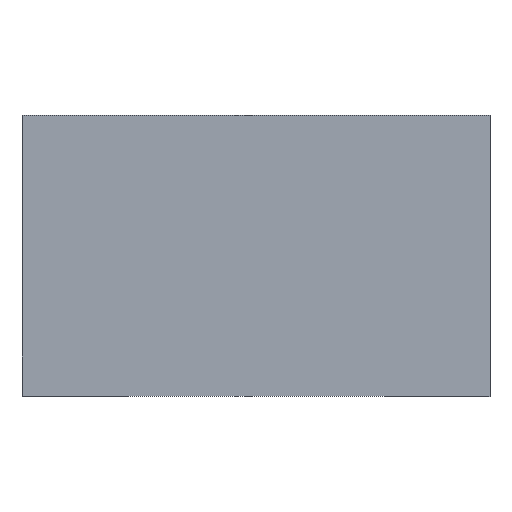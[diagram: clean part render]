
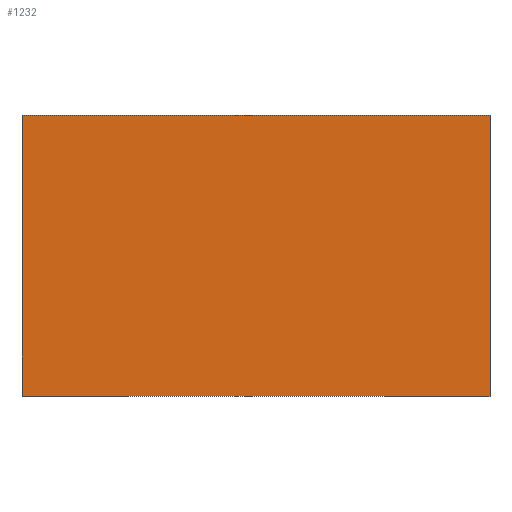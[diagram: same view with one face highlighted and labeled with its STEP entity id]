
A CAD part, top view. The second image highlights one B-rep face of the part: STEP entity #1232.
In plain terms, the highlighted planar face has unit normal (0, 0, 1).
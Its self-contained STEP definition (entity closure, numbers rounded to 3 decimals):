
#1045 = VERTEX_POINT('',#1046);
#1046 = CARTESIAN_POINT('',(-1.,-0.6,1.4));
#1054 = VERTEX_POINT('',#1055);
#1055 = CARTESIAN_POINT('',(-1.,0.6,1.4));
#1061 = EDGE_CURVE('',#1045,#1054,#1062,.T.);
#1062 = LINE('',#1063,#1064);
#1063 = CARTESIAN_POINT('',(-1.,-0.6,1.4));
#1064 = VECTOR('',#1065,1.);
#1065 = DIRECTION('',(0.,1.,0.));
#1077 = EDGE_CURVE('',#1054,#1078,#1080,.T.);
#1078 = VERTEX_POINT('',#1079);
#1079 = CARTESIAN_POINT('',(1.,0.6,1.4));
#1080 = LINE('',#1081,#1082);
#1081 = CARTESIAN_POINT('',(-1.,0.6,1.4));
#1082 = VECTOR('',#1083,1.);
#1083 = DIRECTION('',(1.,0.,0.));
#1101 = EDGE_CURVE('',#1045,#1102,#1104,.T.);
#1102 = VERTEX_POINT('',#1103);
#1103 = CARTESIAN_POINT('',(1.,-0.6,1.4));
#1104 = LINE('',#1105,#1106);
#1105 = CARTESIAN_POINT('',(-1.,-0.6,1.4));
#1106 = VECTOR('',#1107,1.);
#1107 = DIRECTION('',(1.,0.,0.));
#1126 = EDGE_CURVE('',#1102,#1078,#1127,.T.);
#1127 = LINE('',#1128,#1129);
#1128 = CARTESIAN_POINT('',(1.,-0.6,1.4));
#1129 = VECTOR('',#1130,1.);
#1130 = DIRECTION('',(0.,1.,0.));
#1232 = ADVANCED_FACE('',(#1233),#1239,.T.);
#1233 = FACE_BOUND('',#1234,.T.);
#1234 = EDGE_LOOP('',(#1235,#1236,#1237,#1238));
#1235 = ORIENTED_EDGE('',*,*,#1061,.F.);
#1236 = ORIENTED_EDGE('',*,*,#1101,.T.);
#1237 = ORIENTED_EDGE('',*,*,#1126,.T.);
#1238 = ORIENTED_EDGE('',*,*,#1077,.F.);
#1239 = PLANE('',#1240);
#1240 = AXIS2_PLACEMENT_3D('',#1241,#1242,#1243);
#1241 = CARTESIAN_POINT('',(-1.,-0.6,1.4));
#1242 = DIRECTION('',(0.,0.,1.));
#1243 = DIRECTION('',(1.,0.,0.));
